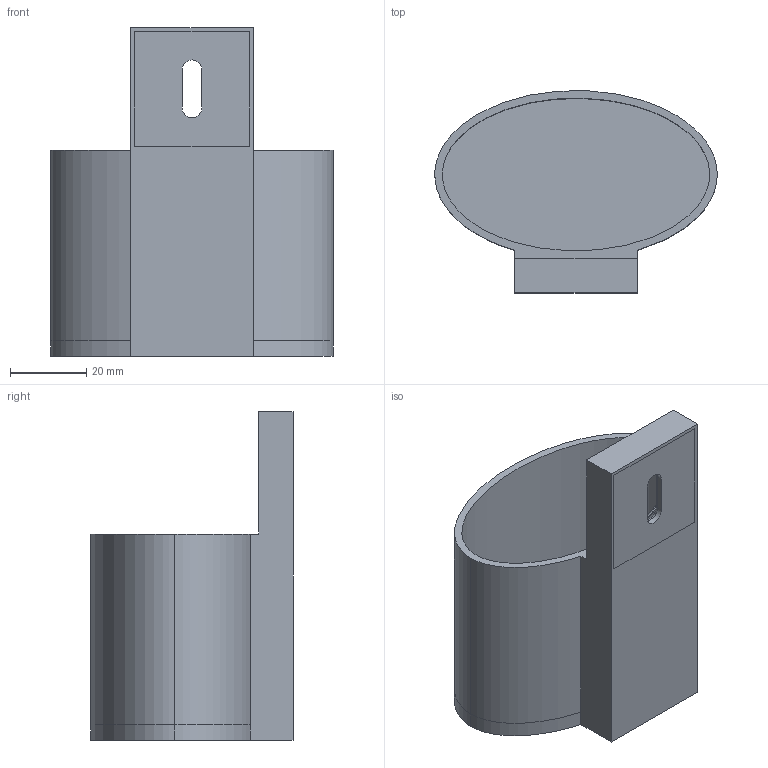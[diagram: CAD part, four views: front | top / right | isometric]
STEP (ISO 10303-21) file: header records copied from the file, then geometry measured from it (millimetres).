
FILE_DESCRIPTION(('FreeCAD Model'),'2;1');
FILE_NAME('Open CASCADE Shape Model','2025-07-06T15:11:08',(''),(''), 'Open CASCADE STEP processor 7.8','FreeCAD','Unknown');
FILE_SCHEMA(('AUTOMOTIVE_DESIGN { 1 0 10303 214 1 1 1 1 }'));
Length unit declared in the file: millimetre
Products named in the file (3): Unnamed2; 01_Body_001; 02_Clip_Seat_Square_001
Assembly tree (2 placements, depth 2):
  Unnamed2
    01_Body_001
    02_Clip_Seat_Square_001
Bounding box: 74 x 52.91 x 86 mm (x, y, z)
Volume: 50825.2 mm3; surface area: 30968.4 mm2
Topology: 2 solids, 2 shells, 43 faces, 99 edges, 62 vertices
Faces by surface type: plane 23, torus 7, extrusion 5, cylinder 5, bspline 2, cone 1
Full cylindrical faces by diameter (mm): 28.28 x1
Entity records: 1382 total; most frequent: CARTESIAN_POINT 302, DIRECTION 224, ORIENTED_EDGE 198, EDGE_CURVE 99, AXIS2_PLACEMENT_3D 81, VERTEX_POINT 62, VECTOR 62, LINE 57
